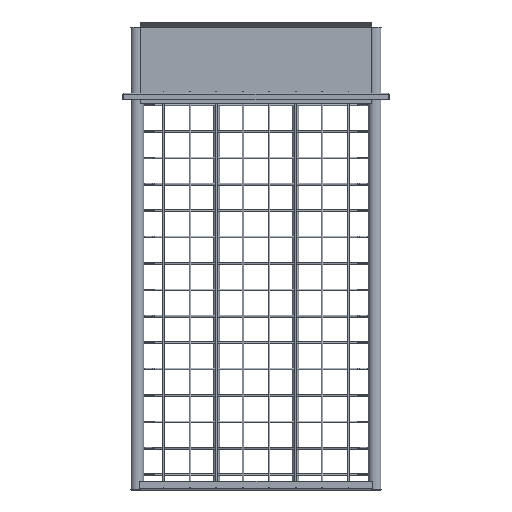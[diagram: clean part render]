
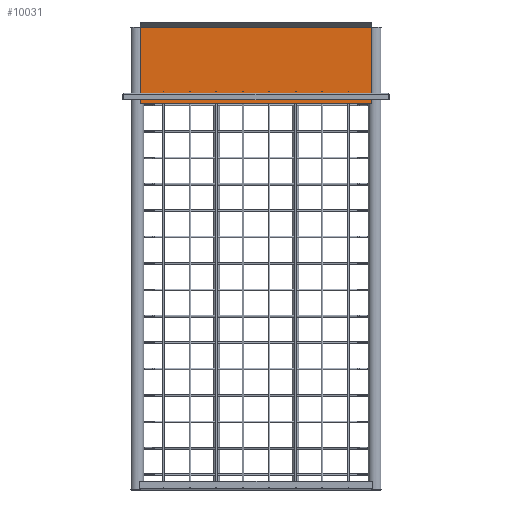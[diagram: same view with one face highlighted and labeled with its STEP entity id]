
A CAD part, left-side view. The second image highlights one B-rep face of the part: STEP entity #10031.
In plain terms, the highlighted face is planar.
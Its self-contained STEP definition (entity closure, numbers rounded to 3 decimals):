
#173 = DIRECTION ( 'NONE',  ( 0., -1., 0. ) ) ;
#429 = ORIENTED_EDGE ( 'NONE', *, *, #14033, .F. ) ;
#460 = FACE_OUTER_BOUND ( 'NONE', #5464, .T. ) ;
#591 = DIRECTION ( 'NONE',  ( 0., 1., 0. ) ) ;
#594 = EDGE_LOOP ( 'NONE', ( #8331, #8747, #3479, #1599 ) ) ;
#742 = VECTOR ( 'NONE', #5235, 1000. ) ;
#749 = CARTESIAN_POINT ( 'NONE',  ( 12.5, -20.3, -160.35 ) ) ;
#780 = VECTOR ( 'NONE', #8755, 1000. ) ;
#978 = EDGE_CURVE ( 'NONE', #12616, #2835, #11912, .T. ) ;
#1059 = CARTESIAN_POINT ( 'NONE',  ( 12.5, -18.7, 160.35 ) ) ;
#1113 = ORIENTED_EDGE ( 'NONE', *, *, #10573, .T. ) ;
#1198 = DIRECTION ( 'NONE',  ( 0., -1., 0. ) ) ;
#1527 = VERTEX_POINT ( 'NONE', #10509 ) ;
#1559 = FACE_BOUND ( 'NONE', #594, .T. ) ;
#1599 = ORIENTED_EDGE ( 'NONE', *, *, #5025, .T. ) ;
#1612 = CARTESIAN_POINT ( 'NONE',  ( 12.5, 0., 218.813 ) ) ;
#1770 = DIRECTION ( 'NONE',  ( 1., 0., 0. ) ) ;
#1853 = DIRECTION ( 'NONE',  ( 0., 0., 1. ) ) ;
#2000 = DIRECTION ( 'NONE',  ( 0., 0., -1. ) ) ;
#2067 = VERTEX_POINT ( 'NONE', #9257 ) ;
#2337 = CARTESIAN_POINT ( 'NONE',  ( 12.5, -20.3, -139.65 ) ) ;
#2366 = LINE ( 'NONE', #7907, #6207 ) ;
#2835 = VERTEX_POINT ( 'NONE', #2337 ) ;
#3224 = EDGE_LOOP ( 'NONE', ( #14528, #4980, #11484, #429 ) ) ;
#3479 = ORIENTED_EDGE ( 'NONE', *, *, #3839, .T. ) ;
#3586 = VECTOR ( 'NONE', #3715, 1000. ) ;
#3659 = VECTOR ( 'NONE', #591, 1000. ) ;
#3715 = DIRECTION ( 'NONE',  ( 0., 0., -1. ) ) ;
#3787 = CARTESIAN_POINT ( 'NONE',  ( 12.5, -18.7, -160.35 ) ) ;
#3796 = CARTESIAN_POINT ( 'NONE',  ( 12.5, -144.101, 218.813 ) ) ;
#3839 = EDGE_CURVE ( 'NONE', #2835, #12096, #11692, .T. ) ;
#3937 = ORIENTED_EDGE ( 'NONE', *, *, #9861, .F. ) ;
#4149 = LINE ( 'NONE', #1059, #780 ) ;
#4380 = DIRECTION ( 'NONE',  ( 0., 0., -1. ) ) ;
#4436 = EDGE_CURVE ( 'NONE', #9840, #2067, #6972, .T. ) ;
#4591 = DIRECTION ( 'NONE',  ( 0., -1., 0. ) ) ;
#4763 = EDGE_CURVE ( 'NONE', #13906, #1527, #6576, .T. ) ;
#4777 = CARTESIAN_POINT ( 'NONE',  ( 12.5, -18.7, 139.65 ) ) ;
#4824 = CARTESIAN_POINT ( 'NONE',  ( 12.5, -20.3, -160.35 ) ) ;
#4936 = CARTESIAN_POINT ( 'NONE',  ( 12.5, 0., 218.813 ) ) ;
#4949 = FACE_BOUND ( 'NONE', #3224, .T. ) ;
#4980 = ORIENTED_EDGE ( 'NONE', *, *, #8053, .F. ) ;
#5025 = EDGE_CURVE ( 'NONE', #12096, #9538, #7584, .T. ) ;
#5235 = DIRECTION ( 'NONE',  ( 0., 1., 0. ) ) ;
#5464 = EDGE_LOOP ( 'NONE', ( #10471, #3937, #8922, #1113 ) ) ;
#5841 = VECTOR ( 'NONE', #11609, 1000. ) ;
#6069 = VECTOR ( 'NONE', #173, 1000. ) ;
#6207 = VECTOR ( 'NONE', #1198, 1000. ) ;
#6258 = DIRECTION ( 'NONE',  ( 0., 1., 0. ) ) ;
#6379 = CARTESIAN_POINT ( 'NONE',  ( 12.5, -20.3, 139.65 ) ) ;
#6576 = LINE ( 'NONE', #8914, #8738 ) ;
#6855 = CARTESIAN_POINT ( 'NONE',  ( 12.5, -144.101, 218.813 ) ) ;
#6972 = LINE ( 'NONE', #3796, #13893 ) ;
#7142 = LINE ( 'NONE', #4936, #5841 ) ;
#7385 = EDGE_CURVE ( 'NONE', #13287, #14006, #4149, .T. ) ;
#7584 = LINE ( 'NONE', #13975, #14138 ) ;
#7824 = VECTOR ( 'NONE', #4591, 1000. ) ;
#7907 = CARTESIAN_POINT ( 'NONE',  ( 12.5, -20.3, 160.35 ) ) ;
#8025 = LINE ( 'NONE', #12494, #7824 ) ;
#8053 = EDGE_CURVE ( 'NONE', #14006, #8540, #2366, .T. ) ;
#8181 = CARTESIAN_POINT ( 'NONE',  ( 12.5, -20.3, -160.35 ) ) ;
#8331 = ORIENTED_EDGE ( 'NONE', *, *, #11307, .T. ) ;
#8540 = VERTEX_POINT ( 'NONE', #13232 ) ;
#8738 = VECTOR ( 'NONE', #4380, 1000. ) ;
#8747 = ORIENTED_EDGE ( 'NONE', *, *, #978, .T. ) ;
#8755 = DIRECTION ( 'NONE',  ( 0., 0., 1. ) ) ;
#8794 = VERTEX_POINT ( 'NONE', #13963 ) ;
#8914 = CARTESIAN_POINT ( 'NONE',  ( 12.5, 0., 218.813 ) ) ;
#8922 = ORIENTED_EDGE ( 'NONE', *, *, #4763, .F. ) ;
#9257 = CARTESIAN_POINT ( 'NONE',  ( 12.5, -144.101, -218.813 ) ) ;
#9412 = PLANE ( 'NONE',  #11795 ) ;
#9538 = VERTEX_POINT ( 'NONE', #3787 ) ;
#9681 = LINE ( 'NONE', #6379, #3659 ) ;
#9698 = VECTOR ( 'NONE', #1853, 1000. ) ;
#9840 = VERTEX_POINT ( 'NONE', #6855 ) ;
#9861 = EDGE_CURVE ( 'NONE', #1527, #2067, #8025, .T. ) ;
#10031 = ADVANCED_FACE ( 'NONE', ( #1559, #460, #4949 ), #9412, .T. ) ;
#10471 = ORIENTED_EDGE ( 'NONE', *, *, #4436, .T. ) ;
#10509 = CARTESIAN_POINT ( 'NONE',  ( 12.5, 0., -218.813 ) ) ;
#10573 = EDGE_CURVE ( 'NONE', #13906, #9840, #7142, .T. ) ;
#10643 = CARTESIAN_POINT ( 'NONE',  ( 12.5, -18.7, 160.35 ) ) ;
#10795 = CARTESIAN_POINT ( 'NONE',  ( 12.5, -20.3, -139.65 ) ) ;
#11307 = EDGE_CURVE ( 'NONE', #9538, #12616, #13765, .T. ) ;
#11484 = ORIENTED_EDGE ( 'NONE', *, *, #7385, .F. ) ;
#11609 = DIRECTION ( 'NONE',  ( 0., -1., 0. ) ) ;
#11692 = LINE ( 'NONE', #10795, #742 ) ;
#11795 = AXIS2_PLACEMENT_3D ( 'NONE', #13889, #1770, #6258 ) ;
#11912 = LINE ( 'NONE', #749, #9698 ) ;
#12096 = VERTEX_POINT ( 'NONE', #12445 ) ;
#12445 = CARTESIAN_POINT ( 'NONE',  ( 12.5, -18.7, -139.65 ) ) ;
#12494 = CARTESIAN_POINT ( 'NONE',  ( 12.5, 0., -218.813 ) ) ;
#12616 = VERTEX_POINT ( 'NONE', #4824 ) ;
#12637 = EDGE_CURVE ( 'NONE', #8540, #8794, #13546, .T. ) ;
#12729 = CARTESIAN_POINT ( 'NONE',  ( 12.5, -20.3, 160.35 ) ) ;
#13232 = CARTESIAN_POINT ( 'NONE',  ( 12.5, -20.3, 160.35 ) ) ;
#13287 = VERTEX_POINT ( 'NONE', #4777 ) ;
#13546 = LINE ( 'NONE', #12729, #3586 ) ;
#13765 = LINE ( 'NONE', #8181, #6069 ) ;
#13889 = CARTESIAN_POINT ( 'NONE',  ( 12.5, 0., 218.813 ) ) ;
#13893 = VECTOR ( 'NONE', #13916, 1000. ) ;
#13906 = VERTEX_POINT ( 'NONE', #1612 ) ;
#13916 = DIRECTION ( 'NONE',  ( 0., 0., -1. ) ) ;
#13963 = CARTESIAN_POINT ( 'NONE',  ( 12.5, -20.3, 139.65 ) ) ;
#13975 = CARTESIAN_POINT ( 'NONE',  ( 12.5, -18.7, -160.35 ) ) ;
#14006 = VERTEX_POINT ( 'NONE', #10643 ) ;
#14033 = EDGE_CURVE ( 'NONE', #8794, #13287, #9681, .T. ) ;
#14138 = VECTOR ( 'NONE', #2000, 1000. ) ;
#14528 = ORIENTED_EDGE ( 'NONE', *, *, #12637, .F. ) ;
